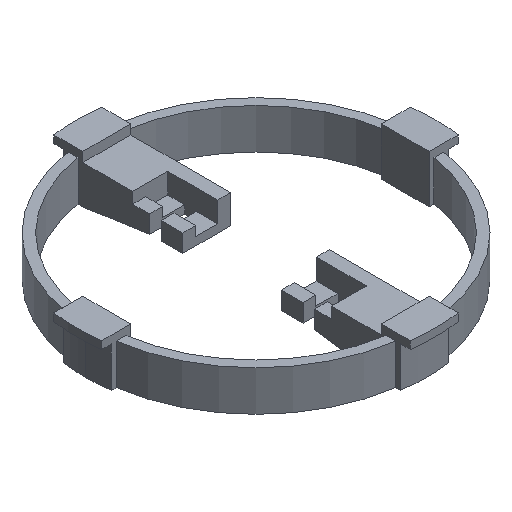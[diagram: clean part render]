
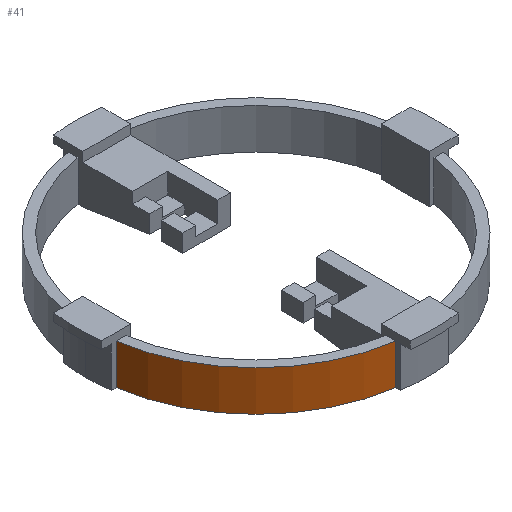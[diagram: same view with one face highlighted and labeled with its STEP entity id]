
A CAD part, isometric view. The second image highlights one B-rep face of the part: STEP entity #41.
In plain terms, the highlighted cylindrical face has radius 17.25 mm (diameter 34.5 mm), a partial arc.
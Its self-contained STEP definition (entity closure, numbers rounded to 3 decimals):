
#41=ADVANCED_FACE('',(#114),#1335,.T.);
#114=FACE_OUTER_BOUND('',#187,.T.);
#187=EDGE_LOOP('',(#366,#367,#368,#369));
#366=ORIENTED_EDGE('',*,*,#751,.T.);
#367=ORIENTED_EDGE('',*,*,#752,.T.);
#368=ORIENTED_EDGE('',*,*,#753,.T.);
#369=ORIENTED_EDGE('',*,*,#727,.F.);
#727=EDGE_CURVE('',#1179,#1180,#995,.T.);
#751=EDGE_CURVE('',#1179,#1195,#897,.T.);
#752=EDGE_CURVE('',#1195,#1196,#1017,.T.);
#753=EDGE_CURVE('',#1196,#1180,#898,.T.);
#897=TRIMMED_CURVE($,#933,(#2143),(#2144),.T.,.CARTESIAN.);
#898=TRIMMED_CURVE($,#934,(#2148),(#2149),.T.,.CARTESIAN.);
#933=CIRCLE('',#1516,17.25);
#934=CIRCLE('',#1517,17.25);
#995=B_SPLINE_CURVE_WITH_KNOTS('',1,(#2092,#2093),.UNSPECIFIED.,.F.,.F.,
(2,2),(0.,4.2),.UNSPECIFIED.);
#1017=B_SPLINE_CURVE_WITH_KNOTS('',1,(#2145,#2146),.UNSPECIFIED.,.F.,.F.,
(2,2),(0.,4.2),.UNSPECIFIED.);
#1179=VERTEX_POINT('',#1856);
#1180=VERTEX_POINT('',#1857);
#1195=VERTEX_POINT('',#1872);
#1196=VERTEX_POINT('',#1873);
#1335=CYLINDRICAL_SURFACE('',#1449,17.25);
#1449=AXIS2_PLACEMENT_3D('',#1757,#1554,$);
#1516=AXIS2_PLACEMENT_3D($,#2142,#1641,#1642);
#1517=AXIS2_PLACEMENT_3D($,#2147,#1643,#1644);
#1554=DIRECTION('',(0.,0.,1.));
#1641=DIRECTION('',(0.,0.,1.));
#1642=DIRECTION('',(-0.989,-0.145,0.));
#1643=DIRECTION('',(0.,0.,-1.));
#1644=DIRECTION('',(-0.145,-0.989,0.));
#1757=CARTESIAN_POINT('',(0.,0.,2.1));
#1856=CARTESIAN_POINT('',(-17.068,-2.5,0.));
#1857=CARTESIAN_POINT('',(-17.068,-2.5,4.2));
#1872=CARTESIAN_POINT('',(-2.5,-17.068,0.));
#1873=CARTESIAN_POINT('',(-2.5,-17.068,4.2));
#2092=CARTESIAN_POINT('',(-17.068,-2.5,0.));
#2093=CARTESIAN_POINT('',(-17.068,-2.5,4.2));
#2142=CARTESIAN_POINT('',(0.,0.,0.));
#2143=CARTESIAN_POINT('',(-17.068,-2.5,0.));
#2144=CARTESIAN_POINT('',(-2.5,-17.068,0.));
#2145=CARTESIAN_POINT('',(-2.5,-17.068,0.));
#2146=CARTESIAN_POINT('',(-2.5,-17.068,4.2));
#2147=CARTESIAN_POINT('',(0.,0.,4.2));
#2148=CARTESIAN_POINT('',(-2.5,-17.068,4.2));
#2149=CARTESIAN_POINT('',(-17.068,-2.5,4.2));
